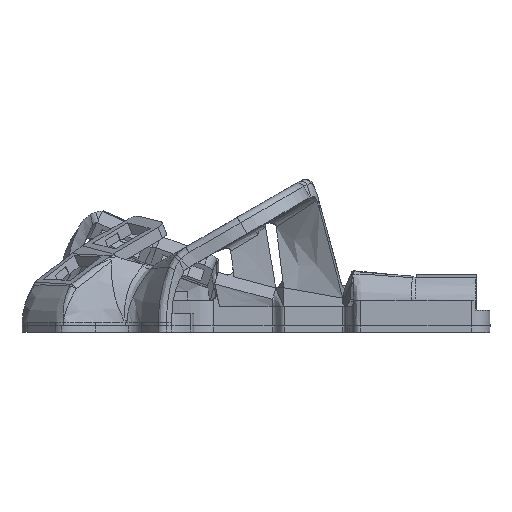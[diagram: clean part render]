
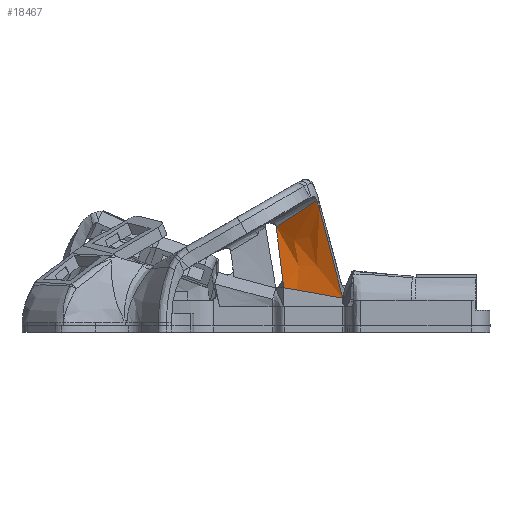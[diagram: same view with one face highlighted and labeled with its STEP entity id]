
A CAD part, top view. The second image highlights one B-rep face of the part: STEP entity #18467.
In plain terms, the highlighted free-form (B-spline) face has degree [3, 3] with [4, 4] control points.
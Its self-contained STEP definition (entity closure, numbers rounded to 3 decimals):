
#66=B_SPLINE_SURFACE_WITH_KNOTS('',3,3,((#29331,#29332,#29333,#29334),(#29335,
#29336,#29337,#29338),(#29339,#29340,#29341,#29342),(#29343,#29344,#29345,
#29346)),.UNSPECIFIED.,.F.,.F.,.F.,(4,4),(4,4),(0.,1.),(0.,0.941),
 .UNSPECIFIED.);
#1310=B_SPLINE_CURVE_WITH_KNOTS('',3,(#29278,#29279,#29280,#29281,#29282),
 .UNSPECIFIED.,.F.,.F.,(4,1,4),(0.,0.711,1.82),
 .UNSPECIFIED.);
#1315=B_SPLINE_CURVE_WITH_KNOTS('',3,(#29355,#29356,#29357,#29358),
 .UNSPECIFIED.,.F.,.F.,(4,4),(0.196,0.491),
 .UNSPECIFIED.);
#2573=FACE_OUTER_BOUND('',#3636,.T.);
#3636=EDGE_LOOP('',(#14243,#14244,#14245,#14246,#14247,#14248));
#4693=LINE('',#29348,#6250);
#4694=LINE('',#29350,#6251);
#4695=LINE('',#29352,#6252);
#4696=LINE('',#29354,#6253);
#6250=VECTOR('',#20417,22.368);
#6251=VECTOR('',#20418,10.);
#6252=VECTOR('',#20419,10.);
#6253=VECTOR('',#20420,34.784);
#8262=VERTEX_POINT('',#29263);
#8264=VERTEX_POINT('',#29277);
#8268=VERTEX_POINT('',#29347);
#8269=VERTEX_POINT('',#29349);
#8270=VERTEX_POINT('',#29351);
#8271=VERTEX_POINT('',#29353);
#10444=EDGE_CURVE('',#8262,#8264,#1310,.T.);
#10449=EDGE_CURVE('',#8268,#8262,#4693,.T.);
#10450=EDGE_CURVE('',#8269,#8268,#4694,.T.);
#10451=EDGE_CURVE('',#8270,#8269,#4695,.T.);
#10452=EDGE_CURVE('',#8270,#8271,#4696,.T.);
#10453=EDGE_CURVE('',#8264,#8271,#1315,.T.);
#14243=ORIENTED_EDGE('',*,*,#10444,.F.);
#14244=ORIENTED_EDGE('',*,*,#10449,.F.);
#14245=ORIENTED_EDGE('',*,*,#10450,.F.);
#14246=ORIENTED_EDGE('',*,*,#10451,.F.);
#14247=ORIENTED_EDGE('',*,*,#10452,.T.);
#14248=ORIENTED_EDGE('',*,*,#10453,.F.);
#18467=ADVANCED_FACE('',(#2573),#66,.F.);
#20417=DIRECTION('',(-0.121,0.984,-0.131));
#20418=DIRECTION('',(-0.985,0.175,-0.004));
#20419=DIRECTION('',(-0.985,0.175,-0.004));
#20420=DIRECTION('',(-0.246,0.94,0.237));
#29263=CARTESIAN_POINT('',(-34.983,23.215,7.255));
#29277=CARTESIAN_POINT('',(-22.203,31.445,17.529));
#29278=CARTESIAN_POINT('Ctrl Pts',(-34.983,23.215,7.254));
#29279=CARTESIAN_POINT('Ctrl Pts',(-33.259,24.368,8.485));
#29280=CARTESIAN_POINT('Ctrl Pts',(-28.957,27.202,11.826));
#29281=CARTESIAN_POINT('Ctrl Pts',(-24.756,29.857,15.354));
#29282=CARTESIAN_POINT('Ctrl Pts',(-22.203,31.445,17.529));
#29331=CARTESIAN_POINT('Ctrl Pts',(-14.02,0.756,
9.885));
#29332=CARTESIAN_POINT('Ctrl Pts',(-16.699,11.01,12.472));
#29333=CARTESIAN_POINT('Ctrl Pts',(-19.379,21.265,15.059));
#29334=CARTESIAN_POINT('Ctrl Pts',(-22.059,31.519,17.646));
#29335=CARTESIAN_POINT('Ctrl Pts',(-20.221,1.86,9.859));
#29336=CARTESIAN_POINT('Ctrl Pts',(-22.291,10.997,11.277));
#29337=CARTESIAN_POINT('Ctrl Pts',(-24.361,20.134,12.695));
#29338=CARTESIAN_POINT('Ctrl Pts',(-26.431,29.272,14.113));
#29339=CARTESIAN_POINT('Ctrl Pts',(-26.422,2.964,9.833));
#29340=CARTESIAN_POINT('Ctrl Pts',(-27.882,10.984,10.082));
#29341=CARTESIAN_POINT('Ctrl Pts',(-29.343,19.004,10.331));
#29342=CARTESIAN_POINT('Ctrl Pts',(-30.803,27.024,10.58));
#29343=CARTESIAN_POINT('Ctrl Pts',(-32.623,4.067,9.806));
#29344=CARTESIAN_POINT('Ctrl Pts',(-33.474,10.97,8.887));
#29345=CARTESIAN_POINT('Ctrl Pts',(-34.325,17.873,7.967));
#29346=CARTESIAN_POINT('Ctrl Pts',(-35.176,24.776,7.047));
#29347=CARTESIAN_POINT('',(-32.623,4.067,9.806));
#29348=CARTESIAN_POINT('',(-32.623,4.067,9.806));
#29349=CARTESIAN_POINT('',(-28.518,3.337,9.824));
#29350=CARTESIAN_POINT('',(-32.674,4.077,9.806));
#29351=CARTESIAN_POINT('',(-14.02,0.756,9.885));
#29352=CARTESIAN_POINT('',(-32.674,4.077,9.806));
#29353=CARTESIAN_POINT('',(-21.319,28.688,16.932));
#29354=CARTESIAN_POINT('',(-14.02,0.756,9.885));
#29355=CARTESIAN_POINT('Ctrl Pts',(-22.203,31.445,17.529));
#29356=CARTESIAN_POINT('Ctrl Pts',(-21.862,30.535,17.365));
#29357=CARTESIAN_POINT('Ctrl Pts',(-21.561,29.616,17.166));
#29358=CARTESIAN_POINT('Ctrl Pts',(-21.319,28.688,16.932));
